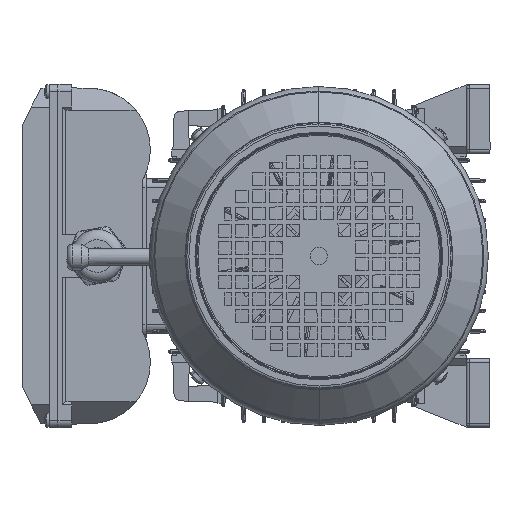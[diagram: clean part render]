
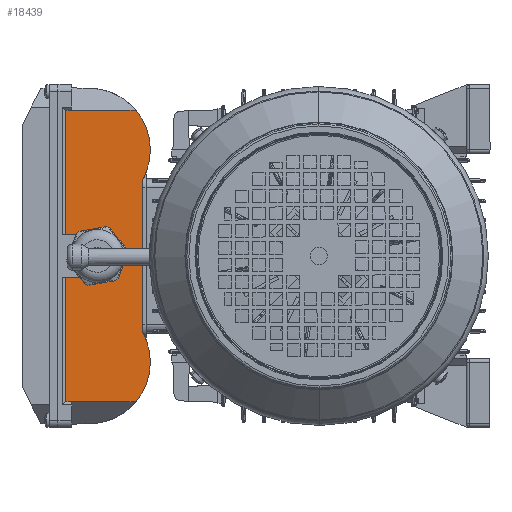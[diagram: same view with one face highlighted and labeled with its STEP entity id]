
A CAD part, left-side view. The second image highlights one B-rep face of the part: STEP entity #18439.
In plain terms, the highlighted face is planar.
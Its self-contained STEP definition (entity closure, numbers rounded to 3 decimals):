
#1806 = CARTESIAN_POINT ( 'NONE',  ( -44.572, -24.75, -68. ) ) ;
#4801 = CARTESIAN_POINT ( 'NONE',  ( -119.5, -29.25, -68. ) ) ;
#8057 = EDGE_LOOP ( 'NONE', ( #20658, #110648, #67974, #91696, #89859, #54608, #134082, #68613, #145529, #88727, #141923, #146548 ) ) ;
#8517 = CARTESIAN_POINT ( 'NONE',  ( 12.5, 1.75, -68. ) ) ;
#8934 = DIRECTION ( 'NONE',  ( 0., 1., 0. ) ) ;
#10117 = VERTEX_POINT ( 'NONE', #147858 ) ;
#10376 = DIRECTION ( 'NONE',  ( 1., 0., 0. ) ) ;
#10446 = DIRECTION ( 'NONE',  ( 1., 0., 0. ) ) ;
#10851 = VECTOR ( 'NONE', #64244, 1000. ) ;
#12990 = CARTESIAN_POINT ( 'NONE',  ( 44.572, -24.75, -68. ) ) ;
#15347 = AXIS2_PLACEMENT_3D ( 'NONE', #109496, #93685, #77949 ) ;
#15963 = DIRECTION ( 'NONE',  ( 1., 0., 0. ) ) ;
#17913 = VERTEX_POINT ( 'NONE', #117217 ) ;
#18439 = ADVANCED_FACE ( 'NONE', ( #50240 ), #20607, .F. ) ;
#20607 = PLANE ( 'NONE',  #42244 ) ;
#20658 = ORIENTED_EDGE ( 'NONE', *, *, #45074, .T. ) ;
#20685 = VECTOR ( 'NONE', #8934, 1000. ) ;
#21046 = DIRECTION ( 'NONE',  ( 1., 0., 0. ) ) ;
#21497 = VERTEX_POINT ( 'NONE', #93943 ) ;
#24755 = CARTESIAN_POINT ( 'NONE',  ( -85.065, -29.25, -68. ) ) ;
#26218 = CARTESIAN_POINT ( 'NONE',  ( -119.5, 20.25, -68. ) ) ;
#26295 = DIRECTION ( 'NONE',  ( 0., 0., 1. ) ) ;
#28501 = VECTOR ( 'NONE', #118672, 1000. ) ;
#28729 = EDGE_CURVE ( 'NONE', #112098, #96173, #68745, .T. ) ;
#30994 = CIRCLE ( 'NONE', #60047, 36. ) ;
#31542 = EDGE_CURVE ( 'NONE', #21497, #112098, #41935, .T. ) ;
#31751 = DIRECTION ( 'NONE',  ( 0., 0., 1. ) ) ;
#33697 = VERTEX_POINT ( 'NONE', #89733 ) ;
#36789 = CARTESIAN_POINT ( 'NONE',  ( -119.5, 20.25, -68. ) ) ;
#40088 = LINE ( 'NONE', #8517, #86055 ) ;
#40492 = LINE ( 'NONE', #24755, #20685 ) ;
#41935 = LINE ( 'NONE', #26218, #130808 ) ;
#42001 = CARTESIAN_POINT ( 'NONE',  ( -62., 6.75, -68. ) ) ;
#42244 = AXIS2_PLACEMENT_3D ( 'NONE', #4801, #142646, #126982 ) ;
#43464 = EDGE_CURVE ( 'NONE', #33697, #96173, #151822, .T. ) ;
#43828 = VECTOR ( 'NONE', #96521, 1000. ) ;
#45074 = EDGE_CURVE ( 'NONE', #106908, #10117, #52576, .T. ) ;
#50240 = FACE_OUTER_BOUND ( 'NONE', #8057, .T. ) ;
#52576 = LINE ( 'NONE', #36789, #136904 ) ;
#53553 = EDGE_CURVE ( 'NONE', #54781, #58301, #101487, .T. ) ;
#54608 = ORIENTED_EDGE ( 'NONE', *, *, #28729, .T. ) ;
#54781 = VERTEX_POINT ( 'NONE', #1806 ) ;
#58301 = VERTEX_POINT ( 'NONE', #12990 ) ;
#60047 = AXIS2_PLACEMENT_3D ( 'NONE', #42001, #26295, #10446 ) ;
#63235 = CIRCLE ( 'NONE', #136268, 36. ) ;
#64244 = DIRECTION ( 'NONE',  ( 0., 1., 0. ) ) ;
#67418 = EDGE_CURVE ( 'NONE', #17913, #146840, #129414, .T. ) ;
#67974 = ORIENTED_EDGE ( 'NONE', *, *, #67418, .F. ) ;
#68613 = ORIENTED_EDGE ( 'NONE', *, *, #105723, .F. ) ;
#68745 = LINE ( 'NONE', #112264, #43828 ) ;
#70010 = DIRECTION ( 'NONE',  ( 1., 0., 0. ) ) ;
#73657 = VERTEX_POINT ( 'NONE', #153480 ) ;
#74852 = CARTESIAN_POINT ( 'NONE',  ( -12.5, 1.75, -68. ) ) ;
#77949 = DIRECTION ( 'NONE',  ( 1., 0., 0. ) ) ;
#79940 = CARTESIAN_POINT ( 'NONE',  ( -85.065, -45.25, -68. ) ) ;
#85742 = CARTESIAN_POINT ( 'NONE',  ( -44.572, -24.75, -68. ) ) ;
#86055 = VECTOR ( 'NONE', #146371, 1000. ) ;
#88727 = ORIENTED_EDGE ( 'NONE', *, *, #122995, .F. ) ;
#89733 = CARTESIAN_POINT ( 'NONE',  ( 85.065, -20.891, -68. ) ) ;
#89859 = ORIENTED_EDGE ( 'NONE', *, *, #31542, .T. ) ;
#91696 = ORIENTED_EDGE ( 'NONE', *, *, #125501, .F. ) ;
#91722 = EDGE_CURVE ( 'NONE', #73657, #106908, #40492, .T. ) ;
#93685 = DIRECTION ( 'NONE',  ( 0., 0., -1. ) ) ;
#93943 = CARTESIAN_POINT ( 'NONE',  ( 12.5, 20.25, -68. ) ) ;
#95700 = LINE ( 'NONE', #79940, #10851 ) ;
#96173 = VERTEX_POINT ( 'NONE', #134437 ) ;
#96521 = DIRECTION ( 'NONE',  ( 0., -1., 0. ) ) ;
#101487 = LINE ( 'NONE', #85742, #117714 ) ;
#105723 = EDGE_CURVE ( 'NONE', #58301, #33697, #63235, .T. ) ;
#106908 = VERTEX_POINT ( 'NONE', #116006 ) ;
#107079 = EDGE_CURVE ( 'NONE', #146840, #10117, #150002, .T. ) ;
#109496 = CARTESIAN_POINT ( 'NONE',  ( 0., 1.75, -68. ) ) ;
#110443 = CARTESIAN_POINT ( 'NONE',  ( 62., 6.75, -68. ) ) ;
#110648 = ORIENTED_EDGE ( 'NONE', *, *, #107079, .F. ) ;
#112098 = VERTEX_POINT ( 'NONE', #128106 ) ;
#112264 = CARTESIAN_POINT ( 'NONE',  ( 85.065, -29.25, -68. ) ) ;
#116006 = CARTESIAN_POINT ( 'NONE',  ( -85.065, 20.25, -68. ) ) ;
#117217 = CARTESIAN_POINT ( 'NONE',  ( 12.5, 1.75, -68. ) ) ;
#117714 = VECTOR ( 'NONE', #70010, 1000. ) ;
#118672 = DIRECTION ( 'NONE',  ( 0., 1., 0. ) ) ;
#120521 = DIRECTION ( 'NONE',  ( 0., 1., 0. ) ) ;
#121911 = VECTOR ( 'NONE', #120521, 1000. ) ;
#122994 = CARTESIAN_POINT ( 'NONE',  ( -85.065, -20.891, -68. ) ) ;
#122995 = EDGE_CURVE ( 'NONE', #143699, #54781, #30994, .T. ) ;
#125501 = EDGE_CURVE ( 'NONE', #21497, #17913, #40088, .T. ) ;
#126982 = DIRECTION ( 'NONE',  ( 1., 0., 0. ) ) ;
#127275 = EDGE_CURVE ( 'NONE', #143699, #73657, #95700, .T. ) ;
#128106 = CARTESIAN_POINT ( 'NONE',  ( 85.065, 20.25, -68. ) ) ;
#129414 = CIRCLE ( 'NONE', #15347, 12.5 ) ;
#130808 = VECTOR ( 'NONE', #10376, 1000. ) ;
#134082 = ORIENTED_EDGE ( 'NONE', *, *, #43464, .F. ) ;
#134332 = CARTESIAN_POINT ( 'NONE',  ( -12.5, 1.75, -68. ) ) ;
#134437 = CARTESIAN_POINT ( 'NONE',  ( 85.065, 16.75, -68. ) ) ;
#136177 = CARTESIAN_POINT ( 'NONE',  ( 85.065, -45.25, -68. ) ) ;
#136268 = AXIS2_PLACEMENT_3D ( 'NONE', #110443, #31751, #15963 ) ;
#136904 = VECTOR ( 'NONE', #21046, 1000. ) ;
#141923 = ORIENTED_EDGE ( 'NONE', *, *, #127275, .T. ) ;
#142646 = DIRECTION ( 'NONE',  ( 0., 0., 1. ) ) ;
#143699 = VERTEX_POINT ( 'NONE', #122994 ) ;
#145529 = ORIENTED_EDGE ( 'NONE', *, *, #53553, .F. ) ;
#146371 = DIRECTION ( 'NONE',  ( 0., -1., 0. ) ) ;
#146548 = ORIENTED_EDGE ( 'NONE', *, *, #91722, .T. ) ;
#146840 = VERTEX_POINT ( 'NONE', #74852 ) ;
#147858 = CARTESIAN_POINT ( 'NONE',  ( -12.5, 20.25, -68. ) ) ;
#150002 = LINE ( 'NONE', #134332, #28501 ) ;
#151822 = LINE ( 'NONE', #136177, #121911 ) ;
#153480 = CARTESIAN_POINT ( 'NONE',  ( -85.065, 16.75, -68. ) ) ;
